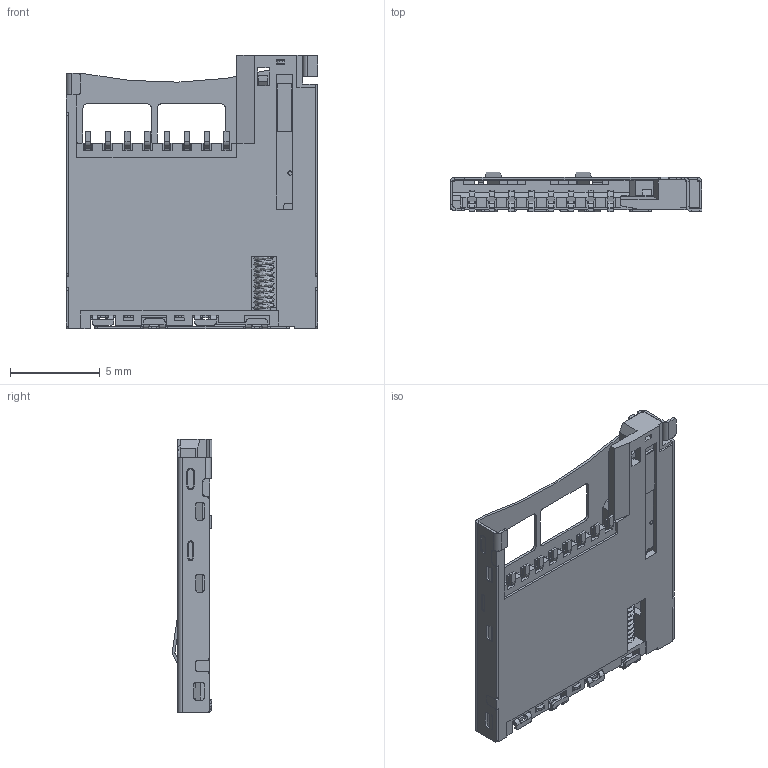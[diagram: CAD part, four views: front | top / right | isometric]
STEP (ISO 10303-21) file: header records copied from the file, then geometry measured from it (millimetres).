
FILE_DESCRIPTION (( 'STEP AP214' ), '1' );
FILE_NAME ('112A-TAAR-R03.STEP', '2020-03-07T05:20:51', ( '' ), ( '' ), 'SwSTEP 2.0', 'SolidWorks 2017', '' );
FILE_SCHEMA (( 'AUTOMOTIVE_DESIGN' ));
Length unit declared in the file: millimetre
Products named in the file (1): 112A-TAAR-R03
Bounding box: 14 x 2.2 x 15.2 mm (x, y, z)
Volume: 154.4 mm3; surface area: 1115.1 mm2
Topology: 13 solids, 13 shells, 1147 faces, 3165 edges, 2035 vertices
Faces by surface type: plane 819, cylinder 307, cone 13, torus 6, bspline 2
Entity records: 40017 total; most frequent: CARTESIAN_POINT 10419, ORIENTED_EDGE 6330, DIRECTION 5917, EDGE_CURVE 3165, VECTOR 2491, LINE 2491, VERTEX_POINT 2035, AXIS2_PLACEMENT_3D 1713
